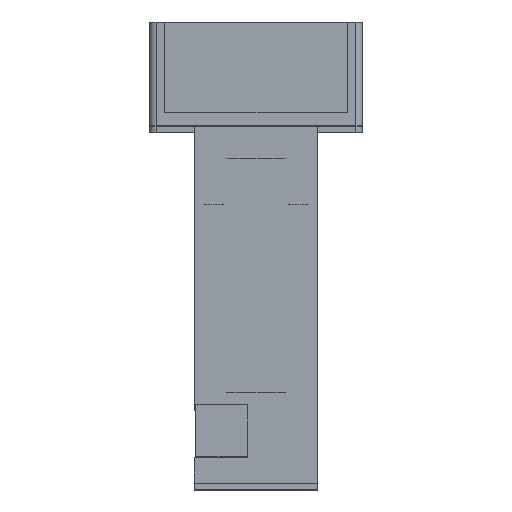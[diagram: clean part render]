
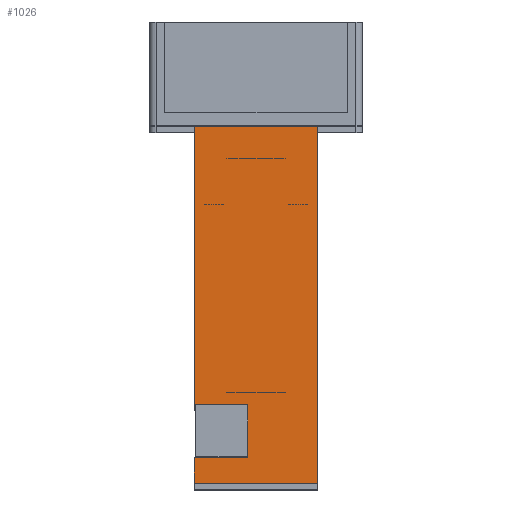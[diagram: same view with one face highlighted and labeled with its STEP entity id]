
A CAD part, top view. The second image highlights one B-rep face of the part: STEP entity #1026.
In plain terms, the highlighted face is planar.
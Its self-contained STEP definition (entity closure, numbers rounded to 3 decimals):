
#2 = AXIS2_PLACEMENT_3D ( 'NONE', #2110, #2111, #2112 ) ;
#95 = FACE_OUTER_BOUND ( 'NONE', #472, .T. ) ;
#472 = EDGE_LOOP ( 'NONE', ( #4867, #4866, #4868, #4865, #4864, #4863, #4862, #4860 ) ) ;
#1026 = ADVANCED_FACE ( 'NONE', ( #95 ), #2109, .F. ) ;
#2109 = PLANE ( 'NONE',  #2 ) ;
#2110 = CARTESIAN_POINT ( 'NONE',  ( -9.5, 55., -9.5 ) ) ;
#2111 = DIRECTION ( 'NONE',  ( 1., 0., 0. ) ) ;
#2112 = DIRECTION ( 'NONE',  ( 0., 0., -1. ) ) ;
#2735 = CARTESIAN_POINT ( 'NONE',  ( -9.5, 42.8, 9.5 ) ) ;
#2736 = CARTESIAN_POINT ( 'NONE',  ( -9.5, 0., 9.5 ) ) ;
#2738 = CARTESIAN_POINT ( 'NONE',  ( -9.5, 0., -9.5 ) ) ;
#2744 = CARTESIAN_POINT ( 'NONE',  ( -9.5, 55., -9.5 ) ) ;
#2745 = CARTESIAN_POINT ( 'NONE',  ( -9.5, 42.8, 1.3 ) ) ;
#2746 = CARTESIAN_POINT ( 'NONE',  ( -9.5, 51., 1.3 ) ) ;
#2747 = CARTESIAN_POINT ( 'NONE',  ( -9.5, 51., 9.5 ) ) ;
#2748 = CARTESIAN_POINT ( 'NONE',  ( -9.5, 55., 9.5 ) ) ;
#2995 = VECTOR ( 'NONE', #3274, 1000. ) ;
#3007 = VECTOR ( 'NONE', #3286, 1000. ) ;
#3028 = VECTOR ( 'NONE', #3292, 1000. ) ;
#3037 = VECTOR ( 'NONE', #3247, 1000. ) ;
#3041 = VECTOR ( 'NONE', #3280, 1000. ) ;
#3045 = VECTOR ( 'NONE', #3289, 1000. ) ;
#3054 = VECTOR ( 'NONE', #3226, 1000. ) ;
#3065 = VECTOR ( 'NONE', #3283, 1000. ) ;
#3147 = VERTEX_POINT ( 'NONE', #2735 ) ;
#3148 = VERTEX_POINT ( 'NONE', #2736 ) ;
#3150 = VERTEX_POINT ( 'NONE', #2738 ) ;
#3156 = VERTEX_POINT ( 'NONE', #2744 ) ;
#3157 = VERTEX_POINT ( 'NONE', #2745 ) ;
#3158 = VERTEX_POINT ( 'NONE', #2746 ) ;
#3159 = VERTEX_POINT ( 'NONE', #2747 ) ;
#3160 = VERTEX_POINT ( 'NONE', #2748 ) ;
#3224 = LINE ( 'NONE', #3225, #3054 ) ;
#3225 = CARTESIAN_POINT ( 'NONE',  ( -9.5, 55., 9.5 ) ) ;
#3226 = DIRECTION ( 'NONE',  ( 0., -1., 0. ) ) ;
#3245 = LINE ( 'NONE', #3246, #3037 ) ;
#3246 = CARTESIAN_POINT ( 'NONE',  ( -9.5, 0., -9.5 ) ) ;
#3247 = DIRECTION ( 'NONE',  ( 0., 0., 1. ) ) ;
#3272 = LINE ( 'NONE', #3273, #2995 ) ;
#3273 = CARTESIAN_POINT ( 'NONE',  ( -9.5, 55., -9.5 ) ) ;
#3274 = DIRECTION ( 'NONE',  ( 0., -1., 0. ) ) ;
#3278 = LINE ( 'NONE', #3279, #3041 ) ;
#3279 = CARTESIAN_POINT ( 'NONE',  ( -9.5, 42.8, 1.3 ) ) ;
#3280 = DIRECTION ( 'NONE',  ( 0., 0., 1. ) ) ;
#3281 = LINE ( 'NONE', #3282, #3065 ) ;
#3282 = CARTESIAN_POINT ( 'NONE',  ( -9.5, 51., 1.3 ) ) ;
#3283 = DIRECTION ( 'NONE',  ( 0., -1., 0. ) ) ;
#3284 = LINE ( 'NONE', #3285, #3007 ) ;
#3285 = CARTESIAN_POINT ( 'NONE',  ( -9.5, 51., 9.5 ) ) ;
#3286 = DIRECTION ( 'NONE',  ( 0., 0., -1. ) ) ;
#3287 = LINE ( 'NONE', #3288, #3045 ) ;
#3288 = CARTESIAN_POINT ( 'NONE',  ( -9.5, 55., 9.5 ) ) ;
#3289 = DIRECTION ( 'NONE',  ( 0., -1., 0. ) ) ;
#3290 = LINE ( 'NONE', #3291, #3028 ) ;
#3291 = CARTESIAN_POINT ( 'NONE',  ( -9.5, 55., -9.5 ) ) ;
#3292 = DIRECTION ( 'NONE',  ( 0., 0., 1. ) ) ;
#4600 = EDGE_CURVE ( 'NONE', #3147, #3148, #3224, .T. ) ;
#4607 = EDGE_CURVE ( 'NONE', #3150, #3148, #3245, .T. ) ;
#4616 = EDGE_CURVE ( 'NONE', #3156, #3150, #3272, .T. ) ;
#4618 = EDGE_CURVE ( 'NONE', #3157, #3147, #3278, .T. ) ;
#4619 = EDGE_CURVE ( 'NONE', #3158, #3157, #3281, .T. ) ;
#4620 = EDGE_CURVE ( 'NONE', #3159, #3158, #3284, .T. ) ;
#4621 = EDGE_CURVE ( 'NONE', #3160, #3159, #3287, .T. ) ;
#4622 = EDGE_CURVE ( 'NONE', #3156, #3160, #3290, .T. ) ;
#4860 = ORIENTED_EDGE ( 'NONE', *, *, #4607, .T. ) ;
#4862 = ORIENTED_EDGE ( 'NONE', *, *, #4616, .T. ) ;
#4863 = ORIENTED_EDGE ( 'NONE', *, *, #4622, .F. ) ;
#4864 = ORIENTED_EDGE ( 'NONE', *, *, #4621, .F. ) ;
#4865 = ORIENTED_EDGE ( 'NONE', *, *, #4620, .F. ) ;
#4866 = ORIENTED_EDGE ( 'NONE', *, *, #4618, .F. ) ;
#4867 = ORIENTED_EDGE ( 'NONE', *, *, #4600, .F. ) ;
#4868 = ORIENTED_EDGE ( 'NONE', *, *, #4619, .F. ) ;
